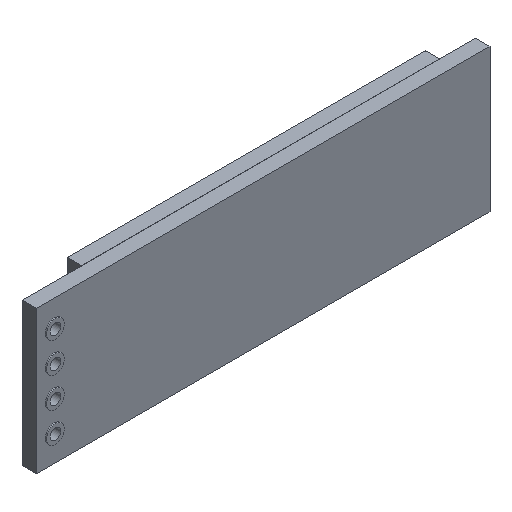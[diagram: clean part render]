
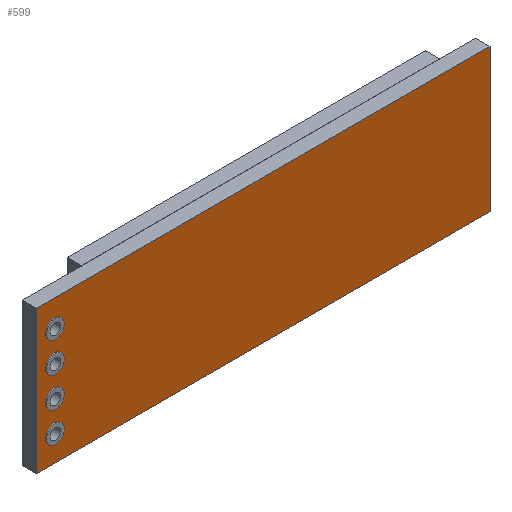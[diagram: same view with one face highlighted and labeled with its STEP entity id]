
A CAD part, isometric view. The second image highlights one B-rep face of the part: STEP entity #599.
In plain terms, the highlighted planar face has unit normal (0, -1, 0).
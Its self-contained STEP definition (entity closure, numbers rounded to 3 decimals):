
#27=FACE_BOUND('',#132,.T.);
#28=FACE_BOUND('',#133,.T.);
#29=FACE_BOUND('',#134,.T.);
#30=FACE_BOUND('',#135,.T.);
#45=PLANE('',#675);
#82=FACE_OUTER_BOUND('',#131,.T.);
#131=EDGE_LOOP('',(#476,#477,#478,#479));
#132=EDGE_LOOP('',(#480));
#133=EDGE_LOOP('',(#481));
#134=EDGE_LOOP('',(#482));
#135=EDGE_LOOP('',(#483));
#160=LINE('',#943,#208);
#164=LINE('',#951,#212);
#167=LINE('',#957,#215);
#170=LINE('',#962,#218);
#208=VECTOR('',#791,10.);
#212=VECTOR('',#797,10.);
#215=VECTOR('',#802,10.);
#218=VECTOR('',#807,10.);
#257=CIRCLE('',#648,0.75);
#260=CIRCLE('',#653,0.75);
#263=CIRCLE('',#658,0.75);
#266=CIRCLE('',#663,0.75);
#281=VERTEX_POINT('',#899);
#284=VERTEX_POINT('',#908);
#287=VERTEX_POINT('',#917);
#290=VERTEX_POINT('',#926);
#292=VERTEX_POINT('',#941);
#293=VERTEX_POINT('',#942);
#296=VERTEX_POINT('',#950);
#298=VERTEX_POINT('',#956);
#334=EDGE_CURVE('',#281,#281,#257,.T.);
#338=EDGE_CURVE('',#284,#284,#260,.T.);
#342=EDGE_CURVE('',#287,#287,#263,.T.);
#346=EDGE_CURVE('',#290,#290,#266,.T.);
#352=EDGE_CURVE('',#292,#293,#160,.T.);
#356=EDGE_CURVE('',#293,#296,#164,.T.);
#359=EDGE_CURVE('',#296,#298,#167,.T.);
#362=EDGE_CURVE('',#298,#292,#170,.T.);
#476=ORIENTED_EDGE('',*,*,#362,.T.);
#477=ORIENTED_EDGE('',*,*,#352,.T.);
#478=ORIENTED_EDGE('',*,*,#356,.T.);
#479=ORIENTED_EDGE('',*,*,#359,.T.);
#480=ORIENTED_EDGE('',*,*,#334,.T.);
#481=ORIENTED_EDGE('',*,*,#338,.T.);
#482=ORIENTED_EDGE('',*,*,#342,.T.);
#483=ORIENTED_EDGE('',*,*,#346,.T.);
#599=ADVANCED_FACE('',(#82,#27,#28,#29,#30),#45,.F.);
#648=AXIS2_PLACEMENT_3D('',#901,#738,#739);
#653=AXIS2_PLACEMENT_3D('',#910,#749,#750);
#658=AXIS2_PLACEMENT_3D('',#919,#760,#761);
#663=AXIS2_PLACEMENT_3D('',#928,#771,#772);
#675=AXIS2_PLACEMENT_3D('',#965,#811,#812);
#738=DIRECTION('center_axis',(0.,1.,0.));
#739=DIRECTION('ref_axis',(-1.,0.,0.));
#749=DIRECTION('center_axis',(0.,1.,0.));
#750=DIRECTION('ref_axis',(-1.,0.,0.));
#760=DIRECTION('center_axis',(0.,1.,0.));
#761=DIRECTION('ref_axis',(-1.,0.,0.));
#771=DIRECTION('center_axis',(0.,1.,0.));
#772=DIRECTION('ref_axis',(-1.,0.,0.));
#791=DIRECTION('',(0.,0.,-1.));
#797=DIRECTION('',(1.,0.,0.));
#802=DIRECTION('',(0.,0.,1.));
#807=DIRECTION('',(-1.,0.,0.));
#811=DIRECTION('center_axis',(0.,1.,0.));
#812=DIRECTION('ref_axis',(1.,0.,0.));
#899=CARTESIAN_POINT('',(2.25,0.,9.81));
#901=CARTESIAN_POINT('Origin',(1.5,0.,9.81));
#908=CARTESIAN_POINT('',(2.25,0.,7.27));
#910=CARTESIAN_POINT('Origin',(1.5,0.,7.27));
#917=CARTESIAN_POINT('',(2.25,0.,4.73));
#919=CARTESIAN_POINT('Origin',(1.5,0.,4.73));
#926=CARTESIAN_POINT('',(2.25,0.,2.19));
#928=CARTESIAN_POINT('Origin',(1.5,0.,2.19));
#941=CARTESIAN_POINT('',(0.,0.,12.));
#942=CARTESIAN_POINT('',(0.,0.,0.));
#943=CARTESIAN_POINT('',(0.,0.,12.));
#950=CARTESIAN_POINT('',(38.,0.,0.));
#951=CARTESIAN_POINT('',(0.,0.,0.));
#956=CARTESIAN_POINT('',(38.,0.,12.));
#957=CARTESIAN_POINT('',(38.,0.,0.));
#962=CARTESIAN_POINT('',(38.,0.,12.));
#965=CARTESIAN_POINT('Origin',(19.,0.,6.));
